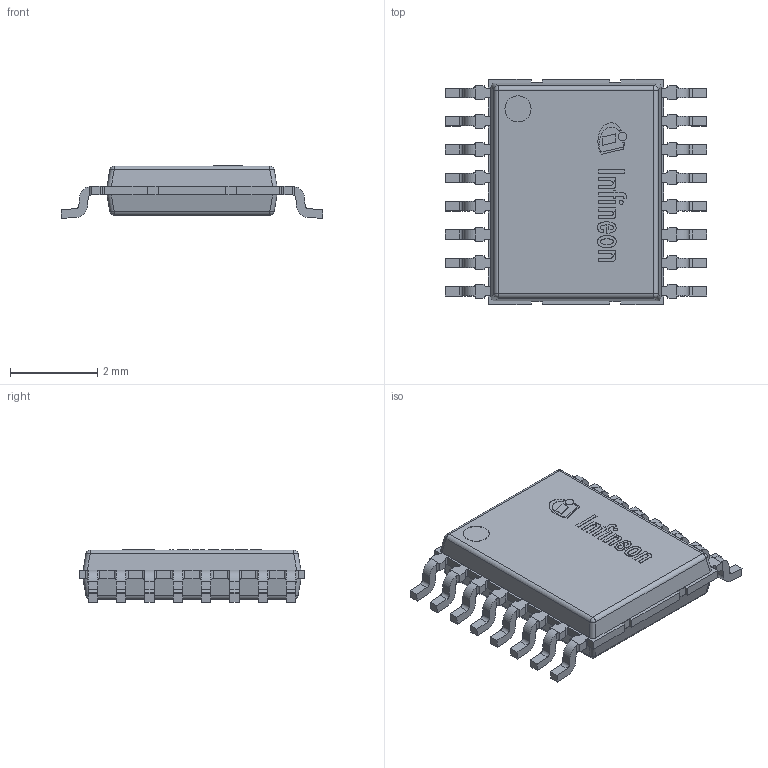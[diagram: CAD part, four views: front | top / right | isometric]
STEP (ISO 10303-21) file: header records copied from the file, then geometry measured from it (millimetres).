
FILE_DESCRIPTION(/* description */ (''),/* implementation_level */ '2;1');
FILE_NAME(/* name */ 'PG-TDSO-16-10_Z8B00161923_V05_3D.stp',/* time_stamp */ '2024-09-05T18:51:09+05:30',/* author */ ('sivamani'),/* organization */ (''),/* preprocessor_version */ 'ST-DEVELOPER v19.2',/* originating_system */ 'AutoCAD Mechanical',/* authorisation */ '');
FILE_SCHEMA (('AUTOMOTIVE_DESIGN { 1 0 10303 214 3 1 1 }'));
Length unit declared in the file: millimetre
Products named in the file (1): Product
Bounding box: 6 x 5.17 x 1.21 mm (x, y, z)
Volume: 22.5 mm3; surface area: 159.1 mm2
Topology: 32 solids, 32 shells, 698 faces, 1859 edges, 1226 vertices
Faces by surface type: plane 428, cylinder 262, sphere 8
Full cylindrical faces by diameter (mm): 0.097 x1, 0.2 x1, 0.6 x2
Entity records: 22301 total; most frequent: CARTESIAN_POINT 4488, ORIENTED_EDGE 3718, DIRECTION 3717, EDGE_CURVE 1859, LINE 1271, VECTOR 1271, VERTEX_POINT 1226, AXIS2_PLACEMENT_3D 1223
